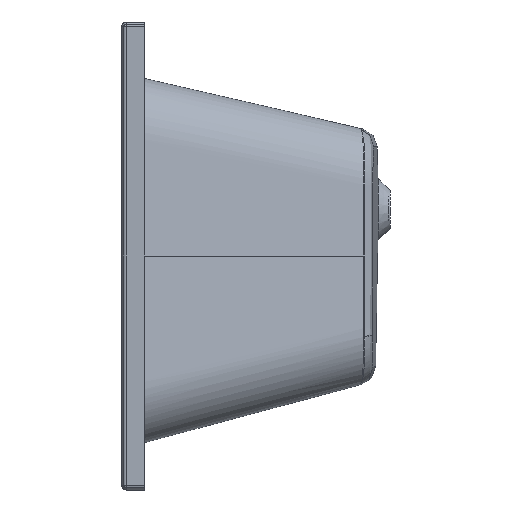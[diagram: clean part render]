
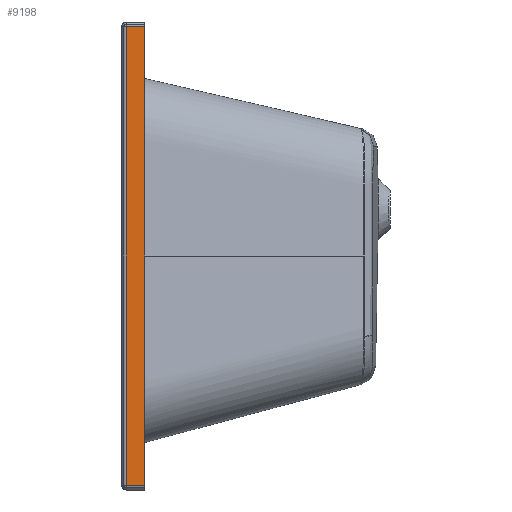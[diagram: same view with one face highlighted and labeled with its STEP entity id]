
A CAD part, left-side view. The second image highlights one B-rep face of the part: STEP entity #9198.
In plain terms, the highlighted planar face has unit normal (-1, 0, 0).
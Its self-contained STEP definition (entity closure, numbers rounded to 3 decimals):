
#776 = DIRECTION ( 'NONE',  ( 0., 0., 1. ) ) ;
#850 = CARTESIAN_POINT ( 'NONE',  ( -800., -35., -350. ) ) ;
#892 = ORIENTED_EDGE ( 'NONE', *, *, #8923, .T. ) ;
#1044 = CARTESIAN_POINT ( 'NONE',  ( -800., -7., -350. ) ) ;
#3123 = CARTESIAN_POINT ( 'NONE',  ( -800., -35., 343. ) ) ;
#3200 = CARTESIAN_POINT ( 'NONE',  ( -800., -35., 343. ) ) ;
#3427 = EDGE_LOOP ( 'NONE', ( #12230, #14989, #892, #11226 ) ) ;
#3552 = AXIS2_PLACEMENT_3D ( 'NONE', #13895, #7922, #14045 ) ;
#3775 = LINE ( 'NONE', #8736, #7044 ) ;
#4300 = FACE_OUTER_BOUND ( 'NONE', #3427, .T. ) ;
#4850 = VERTEX_POINT ( 'NONE', #12995 ) ;
#5214 = VECTOR ( 'NONE', #15073, 1000. ) ;
#5777 = DIRECTION ( 'NONE',  ( 0., 0., 1. ) ) ;
#6045 = VECTOR ( 'NONE', #5777, 1000. ) ;
#6773 = LINE ( 'NONE', #850, #15556 ) ;
#7044 = VECTOR ( 'NONE', #14474, 1000. ) ;
#7920 = VERTEX_POINT ( 'NONE', #12968 ) ;
#7922 = DIRECTION ( 'NONE',  ( 1., 0., 0. ) ) ;
#7969 = EDGE_CURVE ( 'NONE', #4850, #8081, #13898, .T. ) ;
#8081 = VERTEX_POINT ( 'NONE', #3200 ) ;
#8736 = CARTESIAN_POINT ( 'NONE',  ( -800., 0., -343. ) ) ;
#8923 = EDGE_CURVE ( 'NONE', #7920, #8081, #6773, .T. ) ;
#9198 = ADVANCED_FACE ( 'NONE', ( #4300 ), #10433, .F. ) ;
#10433 = PLANE ( 'NONE',  #3552 ) ;
#10620 = CARTESIAN_POINT ( 'NONE',  ( -800., -7., -343. ) ) ;
#10657 = LINE ( 'NONE', #1044, #6045 ) ;
#11226 = ORIENTED_EDGE ( 'NONE', *, *, #7969, .F. ) ;
#11292 = EDGE_CURVE ( 'NONE', #15463, #4850, #10657, .T. ) ;
#12230 = ORIENTED_EDGE ( 'NONE', *, *, #11292, .F. ) ;
#12292 = EDGE_CURVE ( 'NONE', #7920, #15463, #3775, .T. ) ;
#12968 = CARTESIAN_POINT ( 'NONE',  ( -800., -35., -343. ) ) ;
#12995 = CARTESIAN_POINT ( 'NONE',  ( -800., -7., 343. ) ) ;
#13895 = CARTESIAN_POINT ( 'NONE',  ( -800., 0., -350. ) ) ;
#13898 = LINE ( 'NONE', #3123, #5214 ) ;
#14045 = DIRECTION ( 'NONE',  ( 0., 1., 0. ) ) ;
#14474 = DIRECTION ( 'NONE',  ( 0., 1., 0. ) ) ;
#14989 = ORIENTED_EDGE ( 'NONE', *, *, #12292, .F. ) ;
#15073 = DIRECTION ( 'NONE',  ( 0., -1., 0. ) ) ;
#15463 = VERTEX_POINT ( 'NONE', #10620 ) ;
#15556 = VECTOR ( 'NONE', #776, 1000. ) ;
